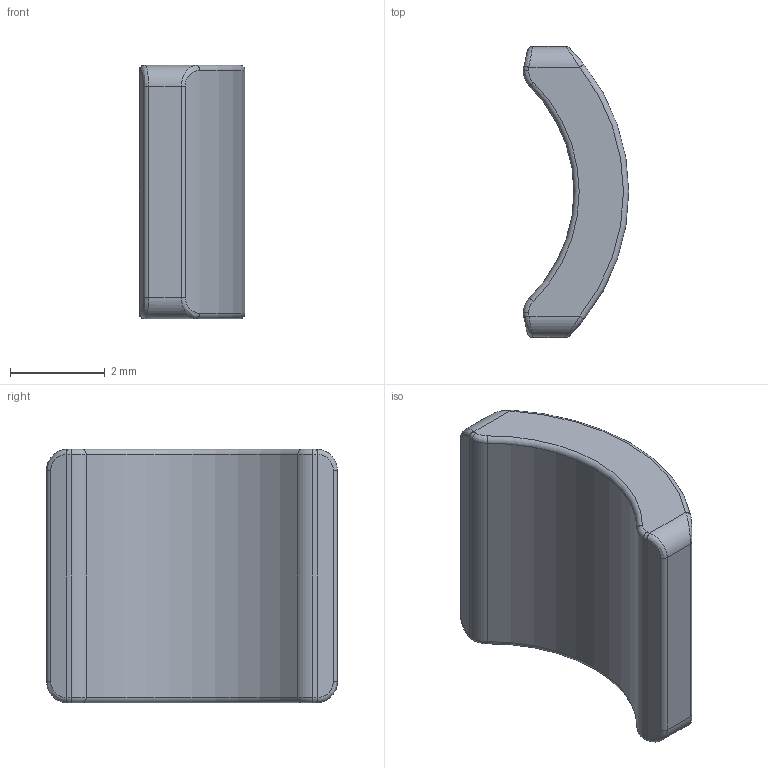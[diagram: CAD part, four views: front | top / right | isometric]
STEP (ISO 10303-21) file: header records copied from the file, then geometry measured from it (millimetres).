
FILE_DESCRIPTION (( 'STEP AP214' ), '1' );
FILE_NAME ('Part_4-Magnet.STEP', '2024-01-17T00:48:00', ( '' ), ( '' ), 'SwSTEP 2.0', 'SolidWorks 2022', '' );
FILE_SCHEMA (( 'AUTOMOTIVE_DESIGN' ));
Length unit declared in the file: millimetre
Products named in the file (1): Part_4-Magnet
Bounding box: 2.22 x 6.12 x 5.34 mm (x, y, z)
Volume: 40.4 mm3; surface area: 93.9 mm2
Topology: 1 solids, 1 shells, 44 faces, 98 edges, 56 vertices
Faces by surface type: cylinder 14, torus 12, bspline 12, plane 6
Entity records: 1436 total; most frequent: CARTESIAN_POINT 495, ORIENTED_EDGE 196, DIRECTION 192, EDGE_CURVE 98, AXIS2_PLACEMENT_3D 85, VERTEX_POINT 56, CIRCLE 52, ADVANCED_FACE 44
